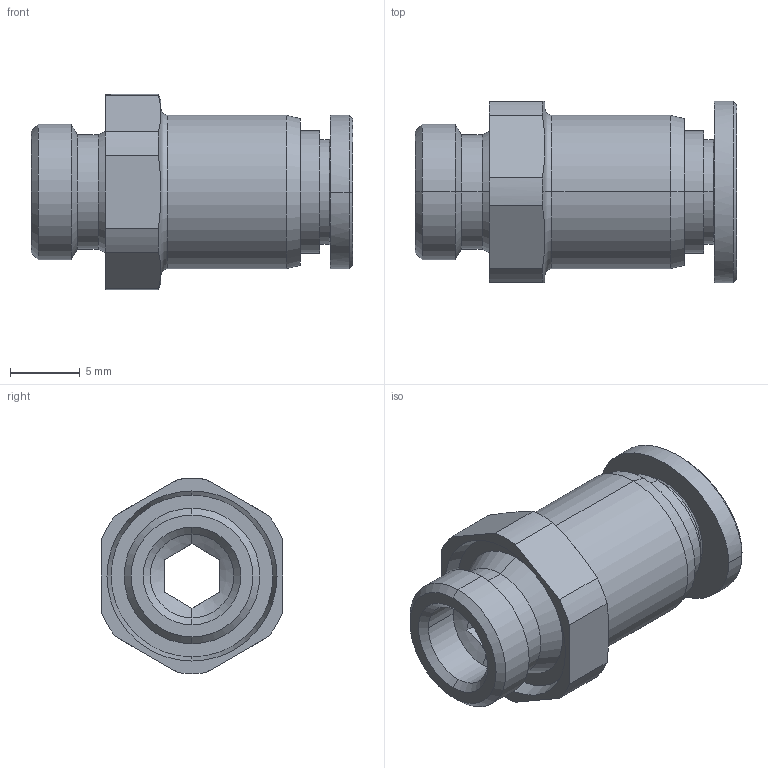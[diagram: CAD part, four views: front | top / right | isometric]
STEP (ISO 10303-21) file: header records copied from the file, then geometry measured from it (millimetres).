
FILE_DESCRIPTION (( 'STEP AP214' ), '1' );
FILE_NAME ('PC06-G01.STEP', '2016-06-01T14:29:28', ( 'Gebruiker' ), ( '' ), 'SwSTEP 2.0', 'SolidWorks 2016', '' );
FILE_SCHEMA (( 'AUTOMOTIVE_DESIGN' ));
Length unit declared in the file: millimetre
Products named in the file (1): PC06-G01
Bounding box: 23.05 x 13 x 14 mm (x, y, z)
Volume: 1493.1 mm3; surface area: 1639.2 mm2
Topology: 1 solids, 1 shells, 272 faces, 735 edges, 482 vertices
Faces by surface type: plane 185, bspline 32, cylinder 30, cone 23, torus 2
Entity records: 12667 total; most frequent: CARTESIAN_POINT 3080, ORIENTED_EDGE 1470, DIRECTION 1209, EDGE_CURVE 735, VECTOR 551, LINE 551, VERTEX_POINT 482, AXIS2_PLACEMENT_3D 329
